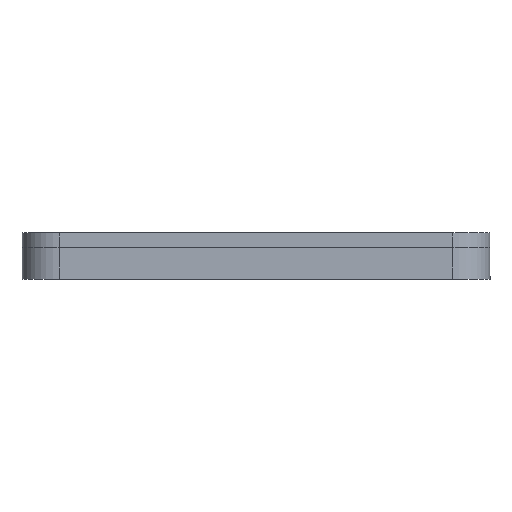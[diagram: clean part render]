
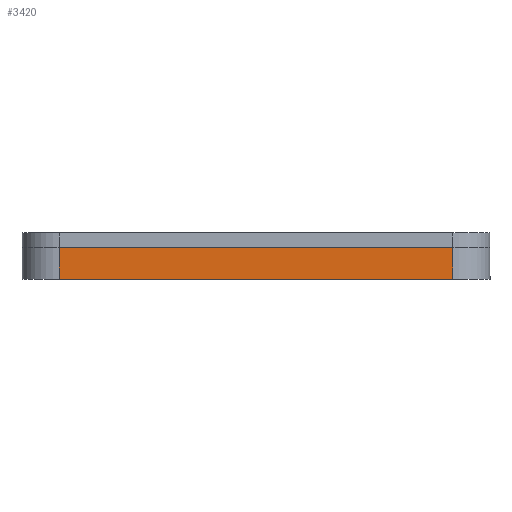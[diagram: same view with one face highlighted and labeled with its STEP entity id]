
A CAD part, left-side view. The second image highlights one B-rep face of the part: STEP entity #3420.
In plain terms, the highlighted planar face has unit normal (-1, 0, 0).
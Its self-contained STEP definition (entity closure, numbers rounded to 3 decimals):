
#118=PLANE('',#3685);
#254=FACE_OUTER_BOUND('',#466,.T.);
#466=EDGE_LOOP('',(#2449,#2450,#2451,#2452));
#740=LINE('',#5151,#1043);
#763=LINE('',#5262,#1066);
#764=LINE('',#5264,#1067);
#765=LINE('',#5265,#1068);
#1043=VECTOR('',#4066,10.);
#1066=VECTOR('',#4191,10.);
#1067=VECTOR('',#4192,10.);
#1068=VECTOR('',#4193,10.);
#1535=VERTEX_POINT('',#5148);
#1536=VERTEX_POINT('',#5150);
#1573=VERTEX_POINT('',#5261);
#1574=VERTEX_POINT('',#5263);
#1865=EDGE_CURVE('',#1535,#1536,#740,.T.);
#1918=EDGE_CURVE('',#1535,#1573,#763,.T.);
#1919=EDGE_CURVE('',#1573,#1574,#764,.T.);
#1920=EDGE_CURVE('',#1536,#1574,#765,.T.);
#2449=ORIENTED_EDGE('',*,*,#1865,.F.);
#2450=ORIENTED_EDGE('',*,*,#1918,.T.);
#2451=ORIENTED_EDGE('',*,*,#1919,.T.);
#2452=ORIENTED_EDGE('',*,*,#1920,.F.);
#3420=ADVANCED_FACE('',(#254),#118,.T.);
#3685=AXIS2_PLACEMENT_3D('',#5260,#4189,#4190);
#4066=DIRECTION('',(0.,-1.,0.));
#4189=DIRECTION('center_axis',(-1.,0.,0.));
#4190=DIRECTION('ref_axis',(0.,1.,0.));
#4191=DIRECTION('',(0.,0.,-1.));
#4192=DIRECTION('',(0.,-1.,0.));
#4193=DIRECTION('',(0.,0.,-1.));
#5148=CARTESIAN_POINT('',(-123.,49.059,2.));
#5150=CARTESIAN_POINT('',(-123.,-57.,2.));
#5151=CARTESIAN_POINT('',(-123.,-30.485,2.));
#5260=CARTESIAN_POINT('Origin',(-123.,-57.,0.));
#5261=CARTESIAN_POINT('',(-123.,49.059,-6.5));
#5262=CARTESIAN_POINT('',(-123.,49.059,0.));
#5263=CARTESIAN_POINT('',(-123.,-57.,-6.5));
#5264=CARTESIAN_POINT('',(-123.,-30.485,-6.5));
#5265=CARTESIAN_POINT('',(-123.,-57.,0.));
